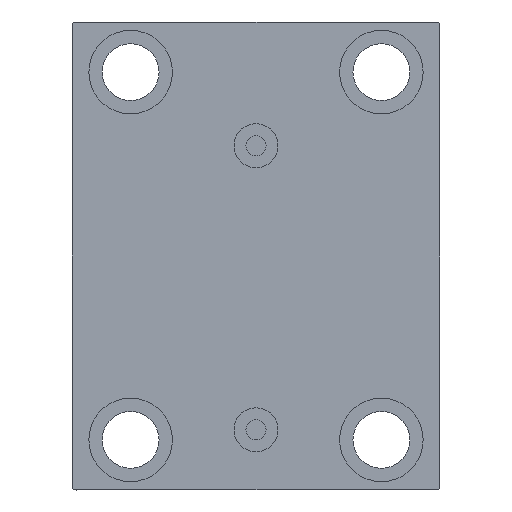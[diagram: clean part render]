
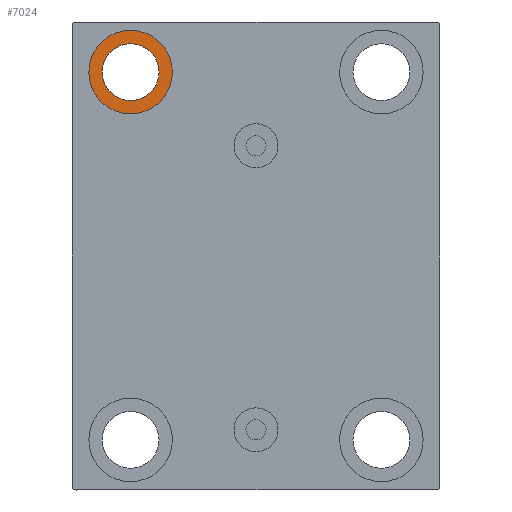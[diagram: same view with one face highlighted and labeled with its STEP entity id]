
A CAD part, left-side view. The second image highlights one B-rep face of the part: STEP entity #7024.
In plain terms, the highlighted face is planar.
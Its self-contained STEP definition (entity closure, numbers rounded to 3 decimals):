
#2063 = CARTESIAN_POINT ( 'NONE',  ( 116., 37.5, -55. ) ) ;
#2513 = EDGE_CURVE ( 'NONE', #41429, #24879, #37453, .T. ) ;
#3217 = CARTESIAN_POINT ( 'NONE',  ( 116., 37.5, -67.5 ) ) ;
#6833 = AXIS2_PLACEMENT_3D ( 'NONE', #2063, #35963, #40017 ) ;
#7024 = ADVANCED_FACE ( 'NONE', ( #31077, #7495 ), #38257, .T. ) ;
#7495 = FACE_BOUND ( 'NONE', #15750, .T. ) ;
#7880 = ORIENTED_EDGE ( 'NONE', *, *, #15009, .T. ) ;
#10363 = CARTESIAN_POINT ( 'NONE',  ( 116., 37.5, -46.5 ) ) ;
#10396 = AXIS2_PLACEMENT_3D ( 'NONE', #34978, #28886, #31606 ) ;
#10426 = CARTESIAN_POINT ( 'NONE',  ( 116., 37.5, -55. ) ) ;
#11078 = DIRECTION ( 'NONE',  ( 0., 0., 1. ) ) ;
#11155 = CARTESIAN_POINT ( 'NONE',  ( 116., 37.5, -55. ) ) ;
#14592 = AXIS2_PLACEMENT_3D ( 'NONE', #10426, #23889, #11078 ) ;
#15009 = EDGE_CURVE ( 'NONE', #26785, #24144, #25430, .T. ) ;
#15540 = DIRECTION ( 'NONE',  ( 0., 0., -1. ) ) ;
#15600 = EDGE_CURVE ( 'NONE', #24879, #41429, #36968, .T. ) ;
#15750 = EDGE_LOOP ( 'NONE', ( #7880, #36776 ) ) ;
#22979 = EDGE_CURVE ( 'NONE', #24144, #26785, #40018, .T. ) ;
#23889 = DIRECTION ( 'NONE',  ( 1., 0., 0. ) ) ;
#24046 = CARTESIAN_POINT ( 'NONE',  ( 116., 37.5, -63.5 ) ) ;
#24144 = VERTEX_POINT ( 'NONE', #24046 ) ;
#24622 = DIRECTION ( 'NONE',  ( 0., 0., 1. ) ) ;
#24879 = VERTEX_POINT ( 'NONE', #3217 ) ;
#25430 = CIRCLE ( 'NONE', #10396, 8.5 ) ;
#25989 = ORIENTED_EDGE ( 'NONE', *, *, #15600, .F. ) ;
#26785 = VERTEX_POINT ( 'NONE', #10363 ) ;
#28218 = DIRECTION ( 'NONE',  ( -1., 0., 0. ) ) ;
#28886 = DIRECTION ( 'NONE',  ( -1., 0., 0. ) ) ;
#31077 = FACE_OUTER_BOUND ( 'NONE', #32949, .T. ) ;
#31606 = DIRECTION ( 'NONE',  ( 0., 0., -1. ) ) ;
#32109 = AXIS2_PLACEMENT_3D ( 'NONE', #39111, #42926, #15540 ) ;
#32949 = EDGE_LOOP ( 'NONE', ( #25989, #38657 ) ) ;
#34978 = CARTESIAN_POINT ( 'NONE',  ( 116., 37.5, -55. ) ) ;
#35963 = DIRECTION ( 'NONE',  ( -1., 0., 0. ) ) ;
#36776 = ORIENTED_EDGE ( 'NONE', *, *, #22979, .T. ) ;
#36968 = CIRCLE ( 'NONE', #6833, 12.5 ) ;
#37453 = CIRCLE ( 'NONE', #43894, 12.5 ) ;
#38257 = PLANE ( 'NONE',  #14592 ) ;
#38657 = ORIENTED_EDGE ( 'NONE', *, *, #2513, .F. ) ;
#39111 = CARTESIAN_POINT ( 'NONE',  ( 116., 37.5, -55. ) ) ;
#40017 = DIRECTION ( 'NONE',  ( 0., 0., 1. ) ) ;
#40018 = CIRCLE ( 'NONE', #32109, 8.5 ) ;
#41429 = VERTEX_POINT ( 'NONE', #42512 ) ;
#42512 = CARTESIAN_POINT ( 'NONE',  ( 116., 37.5, -42.5 ) ) ;
#42926 = DIRECTION ( 'NONE',  ( -1., 0., 0. ) ) ;
#43894 = AXIS2_PLACEMENT_3D ( 'NONE', #11155, #28218, #24622 ) ;
